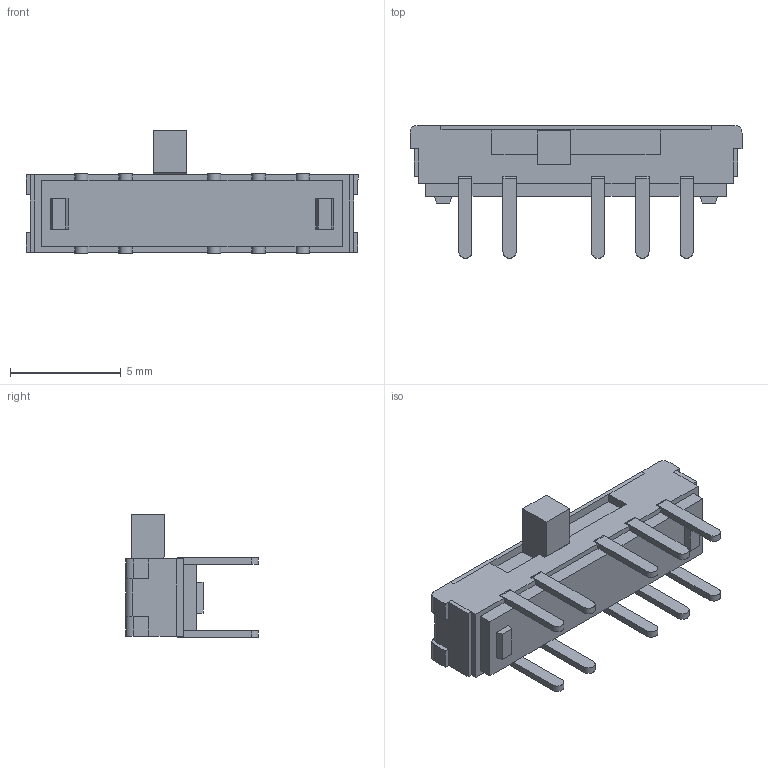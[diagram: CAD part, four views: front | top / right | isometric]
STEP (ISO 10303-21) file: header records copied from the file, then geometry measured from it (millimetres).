
FILE_DESCRIPTION (( 'STEP AP214' ), '1' );
FILE_NAME ('SSSS224100.STEP', '2011-04-07T10:53:44', ( '' ), ( '' ), 'SwSTEP 2.0', 'SolidWorks 2007', '' );
FILE_SCHEMA (( 'AUTOMOTIVE_DESIGN' ));
Length unit declared in the file: millimetre
Products named in the file (1): SSSS224100
Bounding box: 15 x 6 x 5.55 mm (x, y, z)
Volume: 166 mm3; surface area: 293.5 mm2
Topology: 1 solids, 1 shells, 148 faces, 409 edges, 264 vertices
Faces by surface type: plane 118, cylinder 30
Entity records: 5563 total; most frequent: CARTESIAN_POINT 822, ORIENTED_EDGE 818, DIRECTION 767, EDGE_CURVE 409, VECTOR 349, LINE 349, VERTEX_POINT 264, AXIS2_PLACEMENT_3D 209
